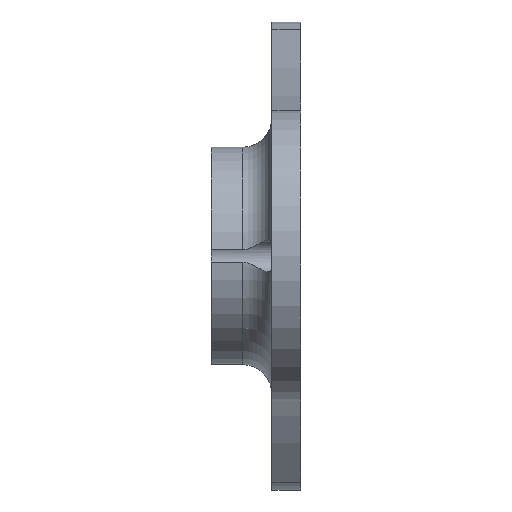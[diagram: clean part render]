
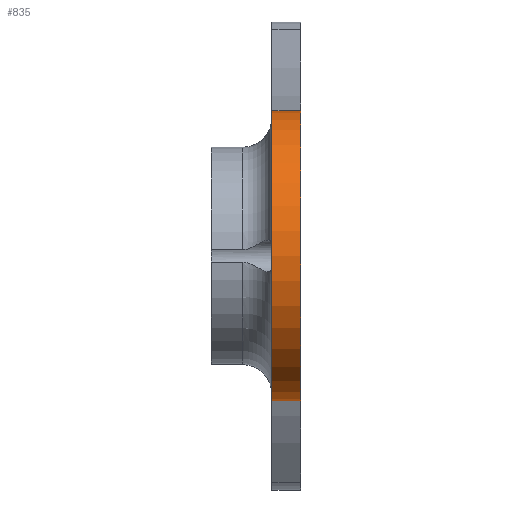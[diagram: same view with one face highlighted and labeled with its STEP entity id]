
A CAD part, left-side view. The second image highlights one B-rep face of the part: STEP entity #835.
In plain terms, the highlighted cylindrical face has radius 50 mm (diameter 100 mm), a partial arc.
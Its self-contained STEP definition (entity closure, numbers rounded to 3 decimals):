
#40 = AXIS2_PLACEMENT_3D ( 'NONE', #647, #2771, #3080 ) ;
#86 = CIRCLE ( 'NONE', #1001, 50. ) ;
#335 = CARTESIAN_POINT ( 'NONE',  ( 0., 0., -50. ) ) ;
#463 = EDGE_CURVE ( 'NONE', #2602, #2157, #86, .T. ) ;
#647 = CARTESIAN_POINT ( 'NONE',  ( 0., 10., 0. ) ) ;
#706 = EDGE_CURVE ( 'NONE', #2761, #2602, #3017, .T. ) ;
#708 = ORIENTED_EDGE ( 'NONE', *, *, #463, .T. ) ;
#711 = CARTESIAN_POINT ( 'NONE',  ( 0., 10., 50. ) ) ;
#775 = CARTESIAN_POINT ( 'NONE',  ( 0., 0., 50. ) ) ;
#805 = DIRECTION ( 'NONE',  ( 0., 0., 1. ) ) ;
#835 = ADVANCED_FACE ( 'NONE', ( #908 ), #2872, .T. ) ;
#908 = FACE_OUTER_BOUND ( 'NONE', #1961, .T. ) ;
#942 = VECTOR ( 'NONE', #1673, 1000. ) ;
#945 = DIRECTION ( 'NONE',  ( 0., 0., -1. ) ) ;
#1001 = AXIS2_PLACEMENT_3D ( 'NONE', #1334, #2117, #805 ) ;
#1116 = CARTESIAN_POINT ( 'NONE',  ( 0., 10., -50. ) ) ;
#1133 = EDGE_CURVE ( 'NONE', #3069, #2157, #1792, .T. ) ;
#1274 = CARTESIAN_POINT ( 'NONE',  ( 0., 10., 50. ) ) ;
#1334 = CARTESIAN_POINT ( 'NONE',  ( 0., 0., 0. ) ) ;
#1375 = EDGE_CURVE ( 'NONE', #2761, #3069, #3347, .T. ) ;
#1673 = DIRECTION ( 'NONE',  ( 0., -1., 0. ) ) ;
#1792 = LINE ( 'NONE', #711, #2205 ) ;
#1826 = DIRECTION ( 'NONE',  ( 0., -1., 0. ) ) ;
#1961 = EDGE_LOOP ( 'NONE', ( #2350, #3433, #2431, #708 ) ) ;
#2117 = DIRECTION ( 'NONE',  ( 0., 1., 0. ) ) ;
#2151 = AXIS2_PLACEMENT_3D ( 'NONE', #2836, #3147, #945 ) ;
#2157 = VERTEX_POINT ( 'NONE', #775 ) ;
#2205 = VECTOR ( 'NONE', #1826, 1000. ) ;
#2350 = ORIENTED_EDGE ( 'NONE', *, *, #1133, .F. ) ;
#2431 = ORIENTED_EDGE ( 'NONE', *, *, #706, .T. ) ;
#2602 = VERTEX_POINT ( 'NONE', #335 ) ;
#2761 = VERTEX_POINT ( 'NONE', #2937 ) ;
#2771 = DIRECTION ( 'NONE',  ( 0., 1., 0. ) ) ;
#2836 = CARTESIAN_POINT ( 'NONE',  ( 0., 10., 0. ) ) ;
#2872 = CYLINDRICAL_SURFACE ( 'NONE', #2151, 50. ) ;
#2937 = CARTESIAN_POINT ( 'NONE',  ( 0., 10., -50. ) ) ;
#3017 = LINE ( 'NONE', #1116, #942 ) ;
#3069 = VERTEX_POINT ( 'NONE', #1274 ) ;
#3080 = DIRECTION ( 'NONE',  ( 0., 0., 1. ) ) ;
#3147 = DIRECTION ( 'NONE',  ( 0., -1., 0. ) ) ;
#3347 = CIRCLE ( 'NONE', #40, 50. ) ;
#3433 = ORIENTED_EDGE ( 'NONE', *, *, #1375, .F. ) ;
